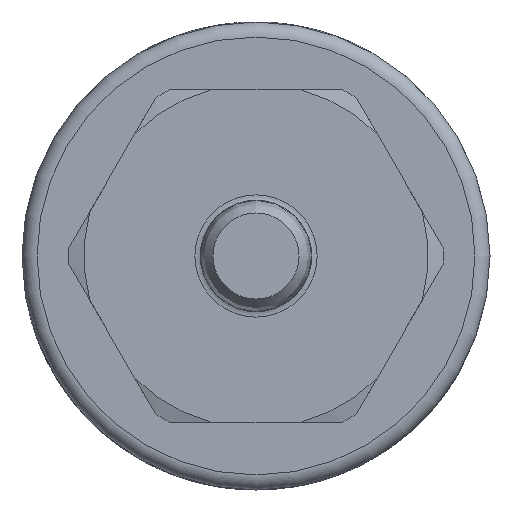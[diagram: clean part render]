
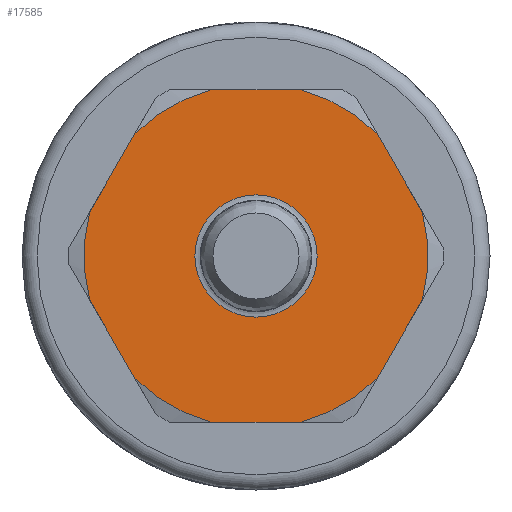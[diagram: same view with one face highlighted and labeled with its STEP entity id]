
A CAD part, left-side view. The second image highlights one B-rep face of the part: STEP entity #17585.
In plain terms, the highlighted planar face has unit normal (-1, 0, 0).
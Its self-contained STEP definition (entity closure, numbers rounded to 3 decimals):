
#186=FACE_BOUND($,#5267,.T.);
#451=CIRCLE($,#18389,11.4);
#452=CIRCLE($,#18390,11.4);
#453=CIRCLE($,#18391,11.4);
#454=CIRCLE($,#18392,11.4);
#455=CIRCLE($,#18393,11.4);
#456=CIRCLE($,#18394,11.4);
#457=CIRCLE($,#18395,4.05);
#1891=LINE($,#122785,#2917);
#1894=LINE($,#122804,#2920);
#1897=LINE($,#122823,#2923);
#1900=LINE($,#122842,#2926);
#1903=LINE($,#122861,#2929);
#1904=LINE($,#122870,#2930);
#2917=VECTOR($,#20979,5.987);
#2920=VECTOR($,#20984,5.987);
#2923=VECTOR($,#20989,5.987);
#2926=VECTOR($,#20994,5.987);
#2929=VECTOR($,#20999,5.987);
#2930=VECTOR($,#21012,5.987);
#3350=PLANE($,#18388);
#4234=FACE_OUTER_BOUND($,#5266,.T.);
#5266=EDGE_LOOP($,(#15529,#15530,#15531,#15532,#15533,#15534,#15535,#15536,
#15537,#15538,#15539,#15540));
#5267=EDGE_LOOP($,(#15541));
#8103=VERTEX_POINT($,#122769);
#8107=VERTEX_POINT($,#122781);
#8109=VERTEX_POINT($,#122788);
#8113=VERTEX_POINT($,#122800);
#8115=VERTEX_POINT($,#122807);
#8119=VERTEX_POINT($,#122819);
#8121=VERTEX_POINT($,#122826);
#8125=VERTEX_POINT($,#122838);
#8127=VERTEX_POINT($,#122845);
#8131=VERTEX_POINT($,#122857);
#8132=VERTEX_POINT($,#122867);
#8133=VERTEX_POINT($,#122869);
#8134=VERTEX_POINT($,#122872);
#10584=EDGE_CURVE($,#8103,#8107,#1891,.T.);
#10590=EDGE_CURVE($,#8109,#8113,#1894,.T.);
#10596=EDGE_CURVE($,#8115,#8119,#1897,.T.);
#10602=EDGE_CURVE($,#8121,#8125,#1900,.T.);
#10608=EDGE_CURVE($,#8127,#8131,#1903,.T.);
#10609=EDGE_CURVE($,#8107,#8109,#451,.T.);
#10610=EDGE_CURVE($,#8113,#8115,#452,.T.);
#10611=EDGE_CURVE($,#8119,#8121,#453,.T.);
#10612=EDGE_CURVE($,#8125,#8127,#454,.T.);
#10613=EDGE_CURVE($,#8131,#8132,#455,.T.);
#10614=EDGE_CURVE($,#8132,#8133,#1904,.T.);
#10615=EDGE_CURVE($,#8133,#8103,#456,.T.);
#10616=EDGE_CURVE($,#8134,#8134,#457,.T.);
#15529=ORIENTED_EDGE($,*,*,#10584,.T.);
#15530=ORIENTED_EDGE($,*,*,#10609,.T.);
#15531=ORIENTED_EDGE($,*,*,#10590,.T.);
#15532=ORIENTED_EDGE($,*,*,#10610,.T.);
#15533=ORIENTED_EDGE($,*,*,#10596,.T.);
#15534=ORIENTED_EDGE($,*,*,#10611,.T.);
#15535=ORIENTED_EDGE($,*,*,#10602,.T.);
#15536=ORIENTED_EDGE($,*,*,#10612,.T.);
#15537=ORIENTED_EDGE($,*,*,#10608,.T.);
#15538=ORIENTED_EDGE($,*,*,#10613,.T.);
#15539=ORIENTED_EDGE($,*,*,#10614,.T.);
#15540=ORIENTED_EDGE($,*,*,#10615,.T.);
#15541=ORIENTED_EDGE($,*,*,#10616,.F.);
#17585=ADVANCED_FACE($,(#4234,#186),#3350,.T.);
#18388=AXIS2_PLACEMENT_3D($,#122862,#21000,#21001);
#18389=AXIS2_PLACEMENT_3D($,#122863,#21002,#21003);
#18390=AXIS2_PLACEMENT_3D($,#122864,#21004,#21005);
#18391=AXIS2_PLACEMENT_3D($,#122865,#21006,#21007);
#18392=AXIS2_PLACEMENT_3D($,#122866,#21008,#21009);
#18393=AXIS2_PLACEMENT_3D($,#122868,#21010,#21011);
#18394=AXIS2_PLACEMENT_3D($,#122871,#21013,#21014);
#18395=AXIS2_PLACEMENT_3D($,#122873,#21015,#21016);
#20979=DIRECTION($,(0.,0.5,-0.866));
#20984=DIRECTION($,(0.,-0.5,-0.866));
#20989=DIRECTION($,(0.,-1.,0.));
#20994=DIRECTION($,(0.,-0.5,0.866));
#20999=DIRECTION($,(0.,0.5,0.866));
#21000=DIRECTION('center_axis',(-1.,0.,0.));
#21001=DIRECTION('ref_axis',(0.,0.,-1.));
#21002=DIRECTION('center_axis',(-1.,0.,0.));
#21003=DIRECTION('ref_axis',(0.,0.,-1.));
#21004=DIRECTION('center_axis',(-1.,0.,0.));
#21005=DIRECTION('ref_axis',(0.,0.,-1.));
#21006=DIRECTION('center_axis',(-1.,0.,0.));
#21007=DIRECTION('ref_axis',(0.,0.,-1.));
#21008=DIRECTION('center_axis',(-1.,0.,0.));
#21009=DIRECTION('ref_axis',(0.,0.,-1.));
#21010=DIRECTION('center_axis',(-1.,0.,0.));
#21011=DIRECTION('ref_axis',(0.,0.,-1.));
#21012=DIRECTION($,(0.,1.,0.));
#21013=DIRECTION('center_axis',(-1.,0.,0.));
#21014=DIRECTION('ref_axis',(0.,0.,-1.));
#21015=DIRECTION('center_axis',(-1.,0.,0.));
#21016=DIRECTION('ref_axis',(0.,0.,-1.));
#122769=CARTESIAN_POINT('',(-27.,8.03,8.092));
#122781=CARTESIAN_POINT('',(-27.,11.023,2.908));
#122785=CARTESIAN_POINT($,(-27.,8.602,7.102));
#122788=CARTESIAN_POINT('',(-27.,11.023,-2.908));
#122800=CARTESIAN_POINT('',(-27.,8.03,-8.092));
#122804=CARTESIAN_POINT($,(-27.,11.463,-2.145));
#122807=CARTESIAN_POINT('',(-27.,2.993,-11.));
#122819=CARTESIAN_POINT('',(-27.,-2.993,-11.));
#122823=CARTESIAN_POINT($,(-27.,4.887,-11.));
#122826=CARTESIAN_POINT('',(-27.,-8.03,-8.092));
#122838=CARTESIAN_POINT('',(-27.,-11.023,-2.908));
#122842=CARTESIAN_POINT($,(-27.,-7.589,-8.855));
#122845=CARTESIAN_POINT('',(-27.,-11.023,2.908));
#122857=CARTESIAN_POINT('',(-27.,-8.03,8.092));
#122861=CARTESIAN_POINT($,(-27.,-10.451,3.898));
#122862=CARTESIAN_POINT('Origin',(-27.,4.05,0.));
#122863=CARTESIAN_POINT('Origin',(-27.,0.,0.));
#122864=CARTESIAN_POINT('Origin',(-27.,0.,0.));
#122865=CARTESIAN_POINT('Origin',(-27.,0.,0.));
#122866=CARTESIAN_POINT('Origin',(-27.,0.,0.));
#122867=CARTESIAN_POINT('',(-27.,-2.993,11.));
#122868=CARTESIAN_POINT('Origin',(-27.,0.,0.));
#122869=CARTESIAN_POINT('',(-27.,2.993,11.));
#122870=CARTESIAN_POINT($,(-27.,-0.837,11.));
#122871=CARTESIAN_POINT('Origin',(-27.,0.,0.));
#122872=CARTESIAN_POINT('',(-27.,4.05,0.));
#122873=CARTESIAN_POINT('Origin',(-27.,0.,0.));
